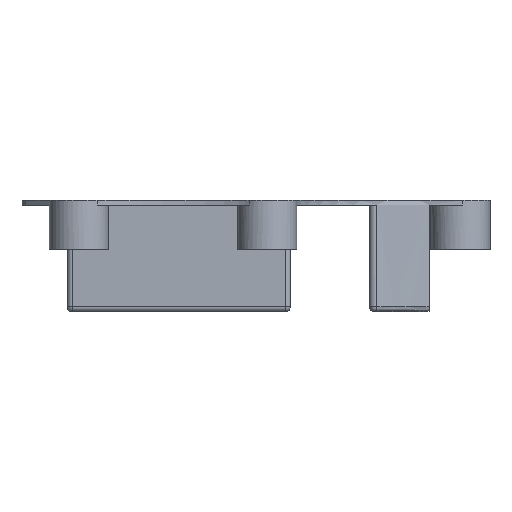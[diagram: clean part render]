
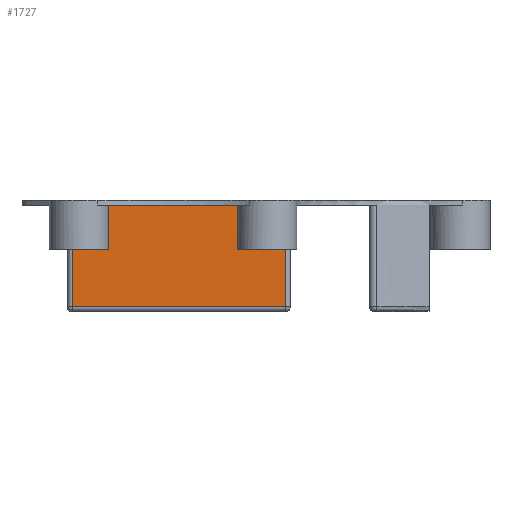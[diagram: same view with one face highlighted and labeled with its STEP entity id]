
A CAD part, front view. The second image highlights one B-rep face of the part: STEP entity #1727.
In plain terms, the highlighted planar face has unit normal (0, -1, 0).
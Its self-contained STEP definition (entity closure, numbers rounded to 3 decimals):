
#92 = DIRECTION ( 'NONE',  ( 1., 0., 0. ) ) ;
#108 = CARTESIAN_POINT ( 'NONE',  ( 0., -138.5, -41.3 ) ) ;
#124 = LINE ( 'NONE', #108, #1428 ) ;
#191 = CARTESIAN_POINT ( 'NONE',  ( 0., -138.5, -161.336 ) ) ;
#413 = EDGE_LOOP ( 'NONE', ( #1035, #957, #1570, #1264 ) ) ;
#497 = DIRECTION ( 'NONE',  ( 0., 0., 1. ) ) ;
#529 = VERTEX_POINT ( 'NONE', #1638 ) ;
#648 = EDGE_CURVE ( 'NONE', #529, #2814, #1165, .T. ) ;
#654 = PLANE ( 'NONE',  #1229 ) ;
#666 = DIRECTION ( 'NONE',  ( 0., 0., -1. ) ) ;
#725 = LINE ( 'NONE', #1423, #2401 ) ;
#781 = VECTOR ( 'NONE', #1363, 1000. ) ;
#957 = ORIENTED_EDGE ( 'NONE', *, *, #648, .T. ) ;
#1035 = ORIENTED_EDGE ( 'NONE', *, *, #1609, .T. ) ;
#1048 = VECTOR ( 'NONE', #497, 1000. ) ;
#1151 = DIRECTION ( 'NONE',  ( 0., -1., 0. ) ) ;
#1165 = LINE ( 'NONE', #2135, #1048 ) ;
#1229 = AXIS2_PLACEMENT_3D ( 'NONE', #191, #1151, #666 ) ;
#1264 = ORIENTED_EDGE ( 'NONE', *, *, #1380, .T. ) ;
#1363 = DIRECTION ( 'NONE',  ( 0., 0., -1. ) ) ;
#1380 = EDGE_CURVE ( 'NONE', #2715, #2071, #2335, .T. ) ;
#1423 = CARTESIAN_POINT ( 'NONE',  ( 0., -138.5, 0. ) ) ;
#1428 = VECTOR ( 'NONE', #92, 1000. ) ;
#1458 = EDGE_CURVE ( 'NONE', #2715, #2814, #725, .T. ) ;
#1515 = CARTESIAN_POINT ( 'NONE',  ( 54.802, -138.5, 0. ) ) ;
#1570 = ORIENTED_EDGE ( 'NONE', *, *, #1458, .F. ) ;
#1609 = EDGE_CURVE ( 'NONE', #2071, #529, #124, .T. ) ;
#1627 = CARTESIAN_POINT ( 'NONE',  ( -31.775, -138.5, -43.3 ) ) ;
#1638 = CARTESIAN_POINT ( 'NONE',  ( 54.802, -138.5, -41.3 ) ) ;
#1727 = ADVANCED_FACE ( 'NONE', ( #1832 ), #654, .T. ) ;
#1832 = FACE_OUTER_BOUND ( 'NONE', #413, .T. ) ;
#2071 = VERTEX_POINT ( 'NONE', #2652 ) ;
#2135 = CARTESIAN_POINT ( 'NONE',  ( 54.802, -138.5, -161.336 ) ) ;
#2335 = LINE ( 'NONE', #1627, #781 ) ;
#2401 = VECTOR ( 'NONE', #2692, 1000. ) ;
#2652 = CARTESIAN_POINT ( 'NONE',  ( -31.775, -138.5, -41.3 ) ) ;
#2692 = DIRECTION ( 'NONE',  ( 1., 0., 0. ) ) ;
#2715 = VERTEX_POINT ( 'NONE', #2885 ) ;
#2814 = VERTEX_POINT ( 'NONE', #1515 ) ;
#2885 = CARTESIAN_POINT ( 'NONE',  ( -31.775, -138.5, 0. ) ) ;
